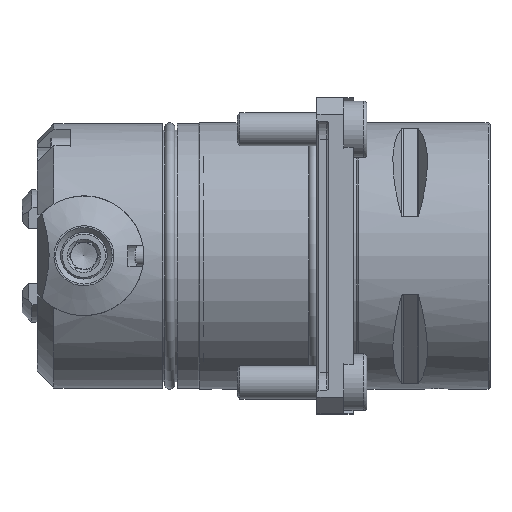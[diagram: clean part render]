
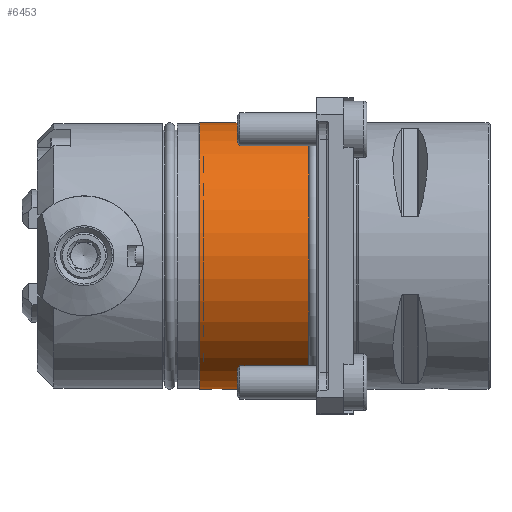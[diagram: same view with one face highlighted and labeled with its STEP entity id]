
A CAD part, top view. The second image highlights one B-rep face of the part: STEP entity #6453.
In plain terms, the highlighted cylindrical face has radius 20 mm (diameter 40 mm), a full revolution.
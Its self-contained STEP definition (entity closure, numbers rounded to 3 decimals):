
#795 = CARTESIAN_POINT ( 'NONE',  ( -21.768, -19.975, 1. ) ) ;
#920 = CARTESIAN_POINT ( 'NONE',  ( -19.783, -19.998, 0.329 ) ) ;
#991 = CARTESIAN_POINT ( 'NONE',  ( -21.63, -19.97, 1.092 ) ) ;
#1275 = AXIS2_PLACEMENT_3D ( 'NONE', #15188, #10833, #16452 ) ;
#1855 = DIRECTION ( 'NONE',  ( -1., 0., 0. ) ) ;
#1988 = CARTESIAN_POINT ( 'NONE',  ( -21., -19.961, -1.25 ) ) ;
#2058 = CARTESIAN_POINT ( 'NONE',  ( -21.769, -19.975, -0.999 ) ) ;
#2115 = CARTESIAN_POINT ( 'NONE',  ( -21.403, -19.965, 1.186 ) ) ;
#2174 = CARTESIAN_POINT ( 'NONE',  ( -22.218, -19.998, 0.326 ) ) ;
#2237 = CARTESIAN_POINT ( 'NONE',  ( -19.782, -19.998, -0.326 ) ) ;
#2255 = FACE_BOUND ( 'NONE', #3382, .T. ) ;
#2905 = CIRCLE ( 'NONE', #9755, 20. ) ;
#3028 = B_SPLINE_CURVE_WITH_KNOTS ( 'NONE', 3,
 ( #17279, #13127, #14533, #8994, #2058, #10477, #14651, #5041, #6311, #10538, #2174, #11986, #9116, #795, #991, #2115, #14714, #12103, #3644, #14777, #7854, #3757, #6568, #16042, #17403, #920, #10732, #7728, #2237, #9185, #17469, #11919, #16232, #3583, #17602, #13314, #11850, #17539 ),
 .UNSPECIFIED., .T., .F.,
 ( 4, 2, 2, 2, 2, 2, 2, 2, 2, 2, 2, 2, 2, 2, 2, 2, 2, 2, 4 ),
 ( 0., 0., 0.001, 0.001, 0.002, 0.002, 0.003, 0.003, 0.004, 0.004, 0.004, 0.005, 0.005, 0.006, 0.006, 0.007, 0.007, 0.007, 0.008 ),
 .UNSPECIFIED. ) ;
#3186 = ORIENTED_EDGE ( 'NONE', *, *, #13866, .T. ) ;
#3382 = EDGE_LOOP ( 'NONE', ( #6282 ) ) ;
#3583 = CARTESIAN_POINT ( 'NONE',  ( -20.231, -19.975, -0.999 ) ) ;
#3644 = CARTESIAN_POINT ( 'NONE',  ( -21.082, -19.961, 1.25 ) ) ;
#3757 = CARTESIAN_POINT ( 'NONE',  ( -20.372, -19.97, 1.093 ) ) ;
#5041 = CARTESIAN_POINT ( 'NONE',  ( -22.217, -19.998, -0.328 ) ) ;
#5127 = DIRECTION ( 'NONE',  ( 0., 0., 1. ) ) ;
#5585 = DIRECTION ( 'NONE',  ( 0., 0., 1. ) ) ;
#5860 = AXIS2_PLACEMENT_3D ( 'NONE', #13335, #7993, #5127 ) ;
#6124 = CARTESIAN_POINT ( 'NONE',  ( -23.6, 0., 20. ) ) ;
#6236 = VERTEX_POINT ( 'NONE', #7655 ) ;
#6282 = ORIENTED_EDGE ( 'NONE', *, *, #8506, .T. ) ;
#6311 = CARTESIAN_POINT ( 'NONE',  ( -22.25, -20., -0.164 ) ) ;
#6453 = ADVANCED_FACE ( 'NONE', ( #2255, #11010, #14439 ), #8152, .T. ) ;
#6568 = CARTESIAN_POINT ( 'NONE',  ( -20.232, -19.975, 1. ) ) ;
#6937 = VERTEX_POINT ( 'NONE', #1988 ) ;
#7091 = CIRCLE ( 'NONE', #1275, 20. ) ;
#7350 = CARTESIAN_POINT ( 'NONE',  ( -23.6, 0., 0. ) ) ;
#7502 = EDGE_CURVE ( 'NONE', #12153, #12153, #2905, .T. ) ;
#7655 = CARTESIAN_POINT ( 'NONE',  ( -7.112, 0., 20. ) ) ;
#7728 = CARTESIAN_POINT ( 'NONE',  ( -19.75, -20., -0.164 ) ) ;
#7854 = CARTESIAN_POINT ( 'NONE',  ( -20.673, -19.963, 1.217 ) ) ;
#7993 = DIRECTION ( 'NONE',  ( -1., 0., 0. ) ) ;
#8152 = CYLINDRICAL_SURFACE ( 'NONE', #5860, 20. ) ;
#8506 = EDGE_CURVE ( 'NONE', #6937, #6937, #3028, .T. ) ;
#8994 = CARTESIAN_POINT ( 'NONE',  ( -21.63, -19.97, -1.092 ) ) ;
#9116 = CARTESIAN_POINT ( 'NONE',  ( -22.001, -19.986, 0.767 ) ) ;
#9185 = CARTESIAN_POINT ( 'NONE',  ( -19.876, -19.992, -0.553 ) ) ;
#9755 = AXIS2_PLACEMENT_3D ( 'NONE', #7350, #1855, #5585 ) ;
#10393 = EDGE_LOOP ( 'NONE', ( #3186 ) ) ;
#10477 = CARTESIAN_POINT ( 'NONE',  ( -21.999, -19.986, -0.768 ) ) ;
#10538 = CARTESIAN_POINT ( 'NONE',  ( -22.25, -20., 0.162 ) ) ;
#10732 = CARTESIAN_POINT ( 'NONE',  ( -19.75, -20., 0.166 ) ) ;
#10833 = DIRECTION ( 'NONE',  ( -1., 0., 0. ) ) ;
#11010 = FACE_OUTER_BOUND ( 'NONE', #14293, .T. ) ;
#11850 = CARTESIAN_POINT ( 'NONE',  ( -20.835, -19.961, -1.25 ) ) ;
#11919 = CARTESIAN_POINT ( 'NONE',  ( -20.005, -19.986, -0.761 ) ) ;
#11986 = CARTESIAN_POINT ( 'NONE',  ( -22.093, -19.991, 0.629 ) ) ;
#12103 = CARTESIAN_POINT ( 'NONE',  ( -21.165, -19.961, 1.242 ) ) ;
#12153 = VERTEX_POINT ( 'NONE', #6124 ) ;
#13127 = CARTESIAN_POINT ( 'NONE',  ( -21.165, -19.961, -1.25 ) ) ;
#13314 = CARTESIAN_POINT ( 'NONE',  ( -20.671, -19.963, -1.217 ) ) ;
#13335 = CARTESIAN_POINT ( 'NONE',  ( 0., 0., 0. ) ) ;
#13866 = EDGE_CURVE ( 'NONE', #6236, #6236, #7091, .T. ) ;
#14249 = ORIENTED_EDGE ( 'NONE', *, *, #7502, .F. ) ;
#14293 = EDGE_LOOP ( 'NONE', ( #14249 ) ) ;
#14439 = FACE_OUTER_BOUND ( 'NONE', #10393, .T. ) ;
#14533 = CARTESIAN_POINT ( 'NONE',  ( -21.327, -19.963, -1.217 ) ) ;
#14651 = CARTESIAN_POINT ( 'NONE',  ( -22.092, -19.991, -0.629 ) ) ;
#14714 = CARTESIAN_POINT ( 'NONE',  ( -21.325, -19.963, 1.21 ) ) ;
#14777 = CARTESIAN_POINT ( 'NONE',  ( -20.837, -19.961, 1.25 ) ) ;
#15188 = CARTESIAN_POINT ( 'NONE',  ( -7.112, 0., 0. ) ) ;
#16042 = CARTESIAN_POINT ( 'NONE',  ( -20.002, -19.986, 0.77 ) ) ;
#16232 = CARTESIAN_POINT ( 'NONE',  ( -20.058, -19.983, -0.825 ) ) ;
#16452 = DIRECTION ( 'NONE',  ( 0., 0., 1. ) ) ;
#17279 = CARTESIAN_POINT ( 'NONE',  ( -21., -19.961, -1.25 ) ) ;
#17403 = CARTESIAN_POINT ( 'NONE',  ( -19.909, -19.991, 0.631 ) ) ;
#17469 = CARTESIAN_POINT ( 'NONE',  ( -19.915, -19.99, -0.625 ) ) ;
#17539 = CARTESIAN_POINT ( 'NONE',  ( -21., -19.961, -1.25 ) ) ;
#17602 = CARTESIAN_POINT ( 'NONE',  ( -20.37, -19.97, -1.092 ) ) ;
